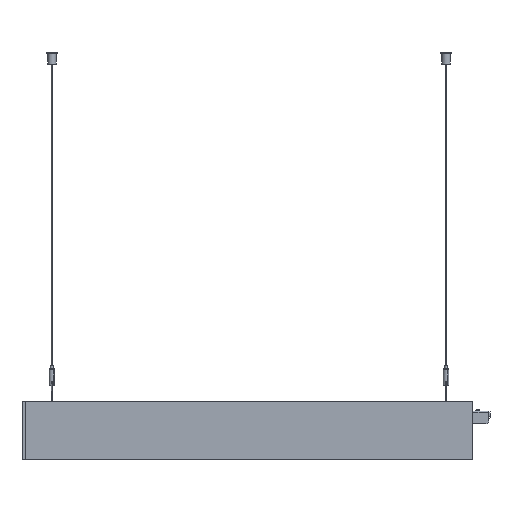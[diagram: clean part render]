
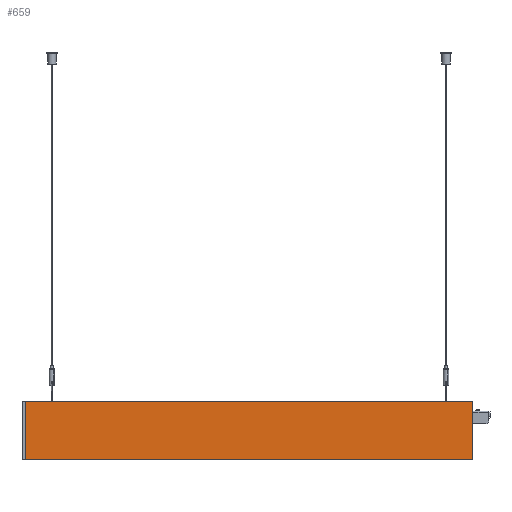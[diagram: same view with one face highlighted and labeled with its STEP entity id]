
A CAD part, front view. The second image highlights one B-rep face of the part: STEP entity #659.
In plain terms, the highlighted planar face has unit normal (0, -1, 0).
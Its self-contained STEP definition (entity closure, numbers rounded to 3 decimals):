
#324=FACE_OUTER_BOUND('',#1315,.T.);
#659=ADVANCED_FACE('',(#324),#986,.F.);
#986=PLANE('',#6922);
#1315=EDGE_LOOP('',(#2355,#2356,#2357,#2358,#2359));
#2355=ORIENTED_EDGE('',*,*,#4808,.T.);
#2356=ORIENTED_EDGE('',*,*,#4809,.T.);
#2357=ORIENTED_EDGE('',*,*,#4810,.F.);
#2358=ORIENTED_EDGE('',*,*,#4624,.F.);
#2359=ORIENTED_EDGE('',*,*,#4811,.T.);
#3983=VERTEX_POINT('',#9551);
#3984=VERTEX_POINT('',#9553);
#4114=VERTEX_POINT('',#10128);
#4115=VERTEX_POINT('',#10129);
#4116=VERTEX_POINT('',#10131);
#4624=EDGE_CURVE('',#3983,#3984,#5587,.T.);
#4808=EDGE_CURVE('',#4114,#4115,#5682,.T.);
#4809=EDGE_CURVE('',#4115,#4116,#5683,.T.);
#4810=EDGE_CURVE('',#3984,#4116,#5684,.T.);
#4811=EDGE_CURVE('',#3983,#4114,#5685,.T.);
#5587=LINE('',#9552,#6206);
#5682=LINE('',#10127,#6301);
#5683=LINE('',#10130,#6302);
#5684=LINE('',#10132,#6303);
#5685=LINE('',#10133,#6304);
#6206=VECTOR('',#7535,1.);
#6301=VECTOR('',#7882,1.);
#6302=VECTOR('',#7883,1.);
#6303=VECTOR('',#7884,1.);
#6304=VECTOR('',#7885,1.);
#6922=AXIS2_PLACEMENT_3D('',#10134,#7886,#7887);
#7535=DIRECTION('',(0.,0.,-1.));
#7882=DIRECTION('',(0.,0.,-1.));
#7883=DIRECTION('',(0.,0.,-1.));
#7884=DIRECTION('',(-1.,0.,0.));
#7885=DIRECTION('',(-1.,0.,0.));
#7886=DIRECTION('',(0.,1.,0.));
#7887=DIRECTION('',(0.,0.,1.));
#9551=CARTESIAN_POINT('',(421.,-30.,0.034));
#9552=CARTESIAN_POINT('',(421.,-30.,-0.266));
#9553=CARTESIAN_POINT('',(421.,-30.,-109.966));
#10127=CARTESIAN_POINT('',(-421.,-30.,-0.266));
#10128=CARTESIAN_POINT('',(-421.,-30.,0.034));
#10129=CARTESIAN_POINT('',(-421.,-30.,0.));
#10130=CARTESIAN_POINT('',(-421.,-30.,-0.266));
#10131=CARTESIAN_POINT('',(-421.,-30.,-109.966));
#10132=CARTESIAN_POINT('',(421.,-30.,-109.966));
#10133=CARTESIAN_POINT('',(421.,-30.,0.034));
#10134=CARTESIAN_POINT('',(421.,-30.,-0.266));
